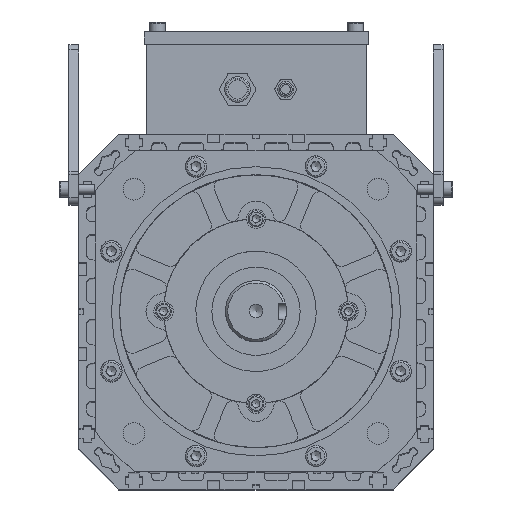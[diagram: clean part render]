
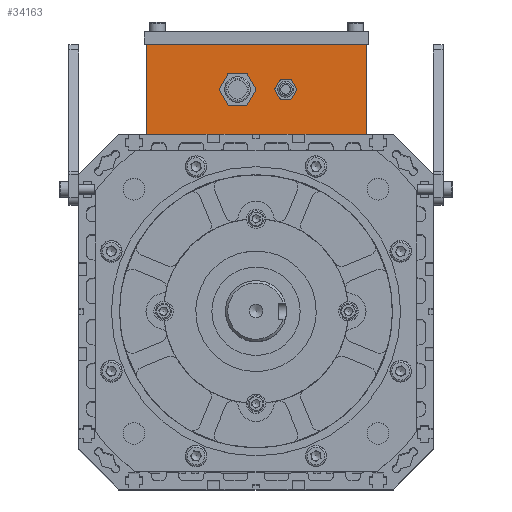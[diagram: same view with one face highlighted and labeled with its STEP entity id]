
A CAD part, top view. The second image highlights one B-rep face of the part: STEP entity #34163.
In plain terms, the highlighted planar face has unit normal (0, 0, 1).
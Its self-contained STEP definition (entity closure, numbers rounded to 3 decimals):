
#39 = CARTESIAN_POINT ( 'NONE',  ( 69.566, 427.903, -781.112 ) ) ;
#989 = DIRECTION ( 'NONE',  ( 0., -1., 0. ) ) ;
#3146 = LINE ( 'NONE', #31234, #15069 ) ;
#3502 = CARTESIAN_POINT ( 'NONE',  ( 69.566, 483.903, -781.112 ) ) ;
#5047 = LINE ( 'NONE', #18481, #30576 ) ;
#5167 = LINE ( 'NONE', #32194, #29047 ) ;
#5528 = FACE_OUTER_BOUND ( 'NONE', #31984, .T. ) ;
#5630 = CARTESIAN_POINT ( 'NONE',  ( 206.066, 427.903, -781.112 ) ) ;
#6534 = CARTESIAN_POINT ( 'NONE',  ( 126.066, 455.903, -781.112 ) ) ;
#7589 = DIRECTION ( 'NONE',  ( 0., 1., 0. ) ) ;
#8120 = DIRECTION ( 'NONE',  ( 0., 0., 1. ) ) ;
#8269 = VERTEX_POINT ( 'NONE', #39 ) ;
#8614 = PLANE ( 'NONE',  #17946 ) ;
#9280 = AXIS2_PLACEMENT_3D ( 'NONE', #32594, #8120, #7589 ) ;
#9713 = ORIENTED_EDGE ( 'NONE', *, *, #17075, .F. ) ;
#9828 = DIRECTION ( 'NONE',  ( 0., -1., 0. ) ) ;
#10994 = CARTESIAN_POINT ( 'NONE',  ( 206.066, 483.903, -781.112 ) ) ;
#11421 = ORIENTED_EDGE ( 'NONE', *, *, #17657, .F. ) ;
#12624 = VERTEX_POINT ( 'NONE', #3502 ) ;
#14577 = EDGE_CURVE ( 'NONE', #22604, #22604, #19124, .T. ) ;
#15069 = VECTOR ( 'NONE', #23105, 1000. ) ;
#15436 = DIRECTION ( 'NONE',  ( 0., 1., 0. ) ) ;
#17075 = EDGE_CURVE ( 'NONE', #33981, #25453, #17077, .T. ) ;
#17077 = LINE ( 'NONE', #25420, #17085 ) ;
#17085 = VECTOR ( 'NONE', #9828, 1000. ) ;
#17657 = EDGE_CURVE ( 'NONE', #35640, #35640, #33550, .T. ) ;
#17946 = AXIS2_PLACEMENT_3D ( 'NONE', #10994, #25481, #989 ) ;
#18481 = CARTESIAN_POINT ( 'NONE',  ( 206.066, 483.903, -781.112 ) ) ;
#18572 = AXIS2_PLACEMENT_3D ( 'NONE', #6534, #29021, #15436 ) ;
#19124 = CIRCLE ( 'NONE', #18572, 6. ) ;
#19242 = EDGE_CURVE ( 'NONE', #8269, #25453, #5167, .T. ) ;
#20497 = EDGE_CURVE ( 'NONE', #12624, #8269, #3146, .T. ) ;
#20709 = ORIENTED_EDGE ( 'NONE', *, *, #14577, .F. ) ;
#22151 = EDGE_LOOP ( 'NONE', ( #11421 ) ) ;
#22604 = VERTEX_POINT ( 'NONE', #30205 ) ;
#23105 = DIRECTION ( 'NONE',  ( 0., -1., 0. ) ) ;
#23430 = ORIENTED_EDGE ( 'NONE', *, *, #19242, .T. ) ;
#23795 = ORIENTED_EDGE ( 'NONE', *, *, #32283, .F. ) ;
#23892 = CARTESIAN_POINT ( 'NONE',  ( 206.066, 483.903, -781.112 ) ) ;
#24954 = ORIENTED_EDGE ( 'NONE', *, *, #20497, .T. ) ;
#25420 = CARTESIAN_POINT ( 'NONE',  ( 206.066, 483.903, -781.112 ) ) ;
#25453 = VERTEX_POINT ( 'NONE', #5630 ) ;
#25481 = DIRECTION ( 'NONE',  ( 0., 0., -1. ) ) ;
#26635 = DIRECTION ( 'NONE',  ( 1., 0., 0. ) ) ;
#29021 = DIRECTION ( 'NONE',  ( 0., 0., 1. ) ) ;
#29047 = VECTOR ( 'NONE', #35086, 1000. ) ;
#30205 = CARTESIAN_POINT ( 'NONE',  ( 126.066, 461.903, -781.112 ) ) ;
#30576 = VECTOR ( 'NONE', #26635, 1000. ) ;
#31234 = CARTESIAN_POINT ( 'NONE',  ( 69.566, 483.903, -781.112 ) ) ;
#31984 = EDGE_LOOP ( 'NONE', ( #23430, #9713, #23795, #24954 ) ) ;
#32194 = CARTESIAN_POINT ( 'NONE',  ( 206.066, 427.903, -781.112 ) ) ;
#32283 = EDGE_CURVE ( 'NONE', #12624, #33981, #5047, .T. ) ;
#32594 = CARTESIAN_POINT ( 'NONE',  ( 156.066, 455.903, -781.112 ) ) ;
#32933 = CARTESIAN_POINT ( 'NONE',  ( 156.066, 459.903, -781.112 ) ) ;
#33098 = FACE_BOUND ( 'NONE', #35209, .T. ) ;
#33550 = CIRCLE ( 'NONE', #9280, 4. ) ;
#33981 = VERTEX_POINT ( 'NONE', #23892 ) ;
#34163 = ADVANCED_FACE ( 'NONE', ( #35796, #33098, #5528 ), #8614, .F. ) ;
#35086 = DIRECTION ( 'NONE',  ( 1., 0., 0. ) ) ;
#35209 = EDGE_LOOP ( 'NONE', ( #20709 ) ) ;
#35640 = VERTEX_POINT ( 'NONE', #32933 ) ;
#35796 = FACE_BOUND ( 'NONE', #22151, .T. ) ;
